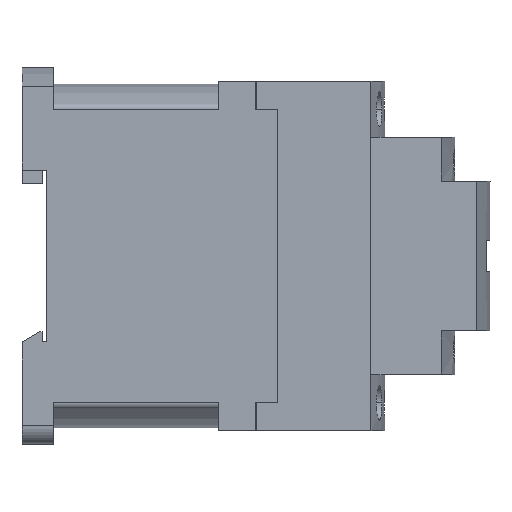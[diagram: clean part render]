
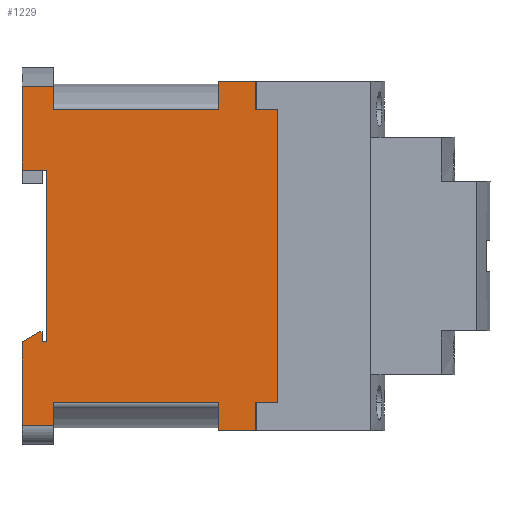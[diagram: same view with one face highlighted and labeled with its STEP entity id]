
A CAD part, left-side view. The second image highlights one B-rep face of the part: STEP entity #1229.
In plain terms, the highlighted planar face has unit normal (-1, 0, 0).
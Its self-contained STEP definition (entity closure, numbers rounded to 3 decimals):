
#336=CARTESIAN_POINT('POINT17673',(-22.352,0.,34.544));
#337=VERTEX_POINT('VERTEX17673',#336);
#345=CARTESIAN_POINT('POINT17674',(-22.352,-6.35,34.544))
   ;
#346=VERTEX_POINT('VERTEX17674',#345);
#347=CARTESIAN_POINT('POS32589',(-22.352,-3.175,34.544));
#348=DIRECTION('DIR46310',(0.,-1.,0.));
#349=VECTOR('VEC18868',#348,25.4);
#350=LINE('STRAIGHT18868',#347,#349);
#351=EDGE_CURVE('EDGE26453',#337,#346,#350,.T.);
#368=CARTESIAN_POINT('POINT17675',(-22.352,-40.005,
   29.845));
#369=VERTEX_POINT('VERTEX17675',#368);
#378=CARTESIAN_POINT('POINT17676',(-22.352,-6.35,
   29.845));
#379=VERTEX_POINT('VERTEX17676',#378);
#387=CARTESIAN_POINT('POS32594',(-22.352,-6.35,
   29.845));
#388=DIRECTION('DIR46319',(0.,-1.,0.));
#389=VECTOR('VEC18869',#388,25.4);
#390=LINE('STRAIGHT18869',#387,#389);
#391=EDGE_CURVE('EDGE26457',#379,#369,#390,.T.);
#443=CARTESIAN_POINT('POINT17682',(-22.352,-40.005,
   -29.845));
#444=VERTEX_POINT('VERTEX17682',#443);
#452=CARTESIAN_POINT('POINT17683',(-22.352,-6.35,-29.845)
   );
#453=VERTEX_POINT('VERTEX17683',#452);
#454=CARTESIAN_POINT('POS32602',(-22.352,-6.35,-29.845));
#455=DIRECTION('DIR46330',(0.,-1.,0.));
#456=VECTOR('VEC18874',#455,25.4);
#457=LINE('STRAIGHT18874',#454,#456);
#458=EDGE_CURVE('EDGE26463',#453,#444,#457,.T.);
#588=CARTESIAN_POINT('POINT17692',(-22.352,-40.005,-35.56
   ));
#589=VERTEX_POINT('VERTEX17692',#588);
#596=CARTESIAN_POINT('POS32617',(-22.352,-40.005,0.));
#597=DIRECTION('DIR46353',(0.,0.,-1.));
#598=VECTOR('VEC18881',#597,25.4);
#599=LINE('STRAIGHT18881',#596,#598);
#600=EDGE_CURVE('EDGE26479',#444,#589,#599,.T.);
#620=CARTESIAN_POINT('POINT17694',(-22.352,-47.625,-35.56
   ));
#621=VERTEX_POINT('VERTEX17694',#620);
#628=CARTESIAN_POINT('POS32621',(-22.352,-43.815,-35.56))
   ;
#629=DIRECTION('DIR46358',(0.,1.,0.));
#630=VECTOR('VEC18884',#629,25.4);
#631=LINE('STRAIGHT18884',#628,#630);
#632=EDGE_CURVE('EDGE26482',#621,#589,#631,.T.);
#645=CARTESIAN_POINT('POINT17696',(-22.352,-47.625,
   -29.845));
#646=VERTEX_POINT('VERTEX17696',#645);
#653=CARTESIAN_POINT('POS32624',(-22.352,-47.625,0.));
#654=DIRECTION('DIR46362',(0.,0.,-1.));
#655=VECTOR('VEC18886',#654,25.4);
#656=LINE('STRAIGHT18886',#653,#655);
#657=EDGE_CURVE('EDGE26484',#646,#621,#656,.T.);
#682=CARTESIAN_POINT('POINT17698',(-22.352,-52.07,-29.845
   ));
#683=VERTEX_POINT('VERTEX17698',#682);
#690=CARTESIAN_POINT('POS32629',(-22.352,-49.848,-29.845
   ));
#691=DIRECTION('DIR46368',(0.,1.,0.));
#692=VECTOR('VEC18890',#691,25.4);
#693=LINE('STRAIGHT18890',#690,#692);
#694=EDGE_CURVE('EDGE26488',#683,#646,#693,.T.);
#705=CARTESIAN_POINT('POINT17699',(-22.352,-52.07,29.845)
   );
#706=VERTEX_POINT('VERTEX17699',#705);
#707=CARTESIAN_POINT('POS32631',(-22.352,-52.07,0.));
#708=DIRECTION('DIR46371',(0.,0.,-1.));
#709=VECTOR('VEC18891',#708,25.4);
#710=LINE('STRAIGHT18891',#707,#709);
#711=EDGE_CURVE('EDGE26489',#706,#683,#710,.T.);
#744=CARTESIAN_POINT('POINT17702',(-22.352,-47.625,29.845
   ));
#745=VERTEX_POINT('VERTEX17702',#744);
#752=CARTESIAN_POINT('POS32637',(-22.352,-49.848,29.845)
   );
#753=DIRECTION('DIR46378',(0.,-1.,0.));
#754=VECTOR('VEC18896',#753,25.4);
#755=LINE('STRAIGHT18896',#752,#754);
#756=EDGE_CURVE('EDGE26494',#745,#706,#755,.T.);
#772=CARTESIAN_POINT('POINT17704',(-22.352,-47.625,35.56)
   );
#773=VERTEX_POINT('VERTEX17704',#772);
#780=EDGE_CURVE('EDGE26497',#773,#745,#656,.T.);
#793=CARTESIAN_POINT('POINT17706',(-22.352,-40.005,35.56)
   );
#794=VERTEX_POINT('VERTEX17706',#793);
#801=CARTESIAN_POINT('POS32642',(-22.352,-43.815,35.56));
#802=DIRECTION('DIR46384',(0.,-1.,0.));
#803=VECTOR('VEC18900',#802,25.4);
#804=LINE('STRAIGHT18900',#801,#803);
#805=EDGE_CURVE('EDGE26500',#794,#773,#804,.T.);
#819=EDGE_CURVE('EDGE26501',#794,#369,#599,.T.);
#883=CARTESIAN_POINT('POS32650',(-22.352,-6.35,0.));
#884=DIRECTION('DIR46397',(0.,0.,-1.));
#885=VECTOR('VEC18903',#884,25.4);
#886=LINE('STRAIGHT18903',#883,#885);
#887=EDGE_CURVE('EDGE26508',#346,#379,#886,.T.);
#943=CARTESIAN_POINT('POINT17712',(-22.352,0.,17.488));
#944=VERTEX_POINT('VERTEX17712',#943);
#947=CARTESIAN_POINT('POS32656',(-22.352,0.,0.));
#948=DIRECTION('DIR46406',(0.,0.,-1.));
#949=VECTOR('VEC18906',#948,25.4);
#950=LINE('STRAIGHT18906',#947,#949);
#951=EDGE_CURVE('EDGE26513',#337,#944,#950,.T.);
#981=CARTESIAN_POINT('POINT17714',(-22.352,-5.08,17.488)
   );
#982=VERTEX_POINT('VERTEX17714',#981);
#989=CARTESIAN_POINT('POS32661',(-22.352,-3.88,17.488
   ));
#990=DIRECTION('DIR46412',(0.,-1.,0.));
#991=VECTOR('VEC18910',#990,25.4);
#992=LINE('STRAIGHT18910',#989,#991);
#993=EDGE_CURVE('EDGE26517',#944,#982,#992,.T.);
#1014=CARTESIAN_POINT('POINT17716',(-22.352,-5.08,
   -17.488));
#1015=VERTEX_POINT('VERTEX17716',#1014);
#1022=CARTESIAN_POINT('POS32665',(-22.352,-5.08,0.));
#1023=DIRECTION('DIR46417',(0.,0.,-1.));
#1024=VECTOR('VEC18913',#1023,25.4);
#1025=LINE('STRAIGHT18913',#1022,#1024);
#1026=EDGE_CURVE('EDGE26520',#982,#1015,#1025,.T.);
#1045=CARTESIAN_POINT('POINT17718',(-22.352,-4.089,
   -17.488));
#1046=VERTEX_POINT('VERTEX17718',#1045);
#1053=CARTESIAN_POINT('POS32669',(-22.352,-3.88,
   -17.488));
#1054=DIRECTION('DIR46422',(0.,1.,0.));
#1055=VECTOR('VEC18916',#1054,25.4);
#1056=LINE('STRAIGHT18916',#1053,#1055);
#1057=EDGE_CURVE('EDGE26523',#1015,#1046,#1056,.T.);
#1070=CARTESIAN_POINT('POINT17720',(-22.352,-4.089,
   -15.389));
#1071=VERTEX_POINT('VERTEX17720',#1070);
#1078=CARTESIAN_POINT('POS32672',(-22.352,-4.089,0.));
#1079=DIRECTION('DIR46426',(0.,0.,1.));
#1080=VECTOR('VEC18918',#1079,25.4);
#1081=LINE('STRAIGHT18918',#1078,#1080);
#1082=EDGE_CURVE('EDGE26525',#1046,#1071,#1081,.T.);
#1101=CARTESIAN_POINT('POINT17722',(-22.352,-3.594,
   -15.389));
#1102=VERTEX_POINT('VERTEX17722',#1101);
#1109=CARTESIAN_POINT('POS32676',(-22.352,-2.858,
   -15.389));
#1110=DIRECTION('DIR46431',(0.,1.,0.));
#1111=VECTOR('VEC18921',#1110,25.4);
#1112=LINE('STRAIGHT18921',#1109,#1111);
#1113=EDGE_CURVE('EDGE26528',#1071,#1102,#1112,.T.);
#1181=ORIENTED_EDGE('COEDGE53022',*,*,#1113,.T.);
#1182=CARTESIAN_POINT('POINT17727',(-22.352,0.,
   -17.464));
#1183=VERTEX_POINT('VERTEX17727',#1182);
#1184=CARTESIAN_POINT('POS32684',(-22.352,2.91,
   -19.144));
#1185=DIRECTION('DIR46443',(0.,0.866,-0.5));
#1186=VECTOR('VEC18925',#1185,25.4);
#1187=LINE('STRAIGHT18925',#1184,#1186);
#1188=EDGE_CURVE('EDGE26536',#1102,#1183,#1187,.T.);
#1189=ORIENTED_EDGE('COEDGE53023',*,*,#1188,.T.);
#1190=CARTESIAN_POINT('POINT17728',(-22.352,0.,
   -34.544));
#1191=VERTEX_POINT('VERTEX17728',#1190);
#1192=EDGE_CURVE('EDGE26537',#1183,#1191,#950,.T.);
#1193=ORIENTED_EDGE('COEDGE53024',*,*,#1192,.T.);
#1194=CARTESIAN_POINT('POINT17729',(-22.352,-6.35,-34.544
   ));
#1195=VERTEX_POINT('VERTEX17729',#1194);
#1196=CARTESIAN_POINT('POS32685',(-22.352,0.,
   -34.544));
#1197=DIRECTION('DIR46444',(0.,1.,0.));
#1198=VECTOR('VEC18926',#1197,25.4);
#1199=LINE('STRAIGHT18926',#1196,#1198);
#1200=EDGE_CURVE('EDGE26538',#1195,#1191,#1199,.T.);
#1201=ORIENTED_EDGE('COEDGE53025',*,*,#1200,.F.);
#1202=EDGE_CURVE('EDGE26539',#453,#1195,#886,.T.);
#1203=ORIENTED_EDGE('COEDGE53026',*,*,#1202,.F.);
#1204=ORIENTED_EDGE('COEDGE53027',*,*,#458,.T.);
#1205=ORIENTED_EDGE('COEDGE53028',*,*,#600,.T.);
#1206=ORIENTED_EDGE('COEDGE53029',*,*,#632,.F.);
#1207=ORIENTED_EDGE('COEDGE53030',*,*,#657,.F.);
#1208=ORIENTED_EDGE('COEDGE53031',*,*,#694,.F.);
#1209=ORIENTED_EDGE('COEDGE53032',*,*,#711,.F.);
#1210=ORIENTED_EDGE('COEDGE53033',*,*,#756,.F.);
#1211=ORIENTED_EDGE('COEDGE53034',*,*,#780,.F.);
#1212=ORIENTED_EDGE('COEDGE53035',*,*,#805,.F.);
#1213=ORIENTED_EDGE('COEDGE53036',*,*,#819,.T.);
#1214=ORIENTED_EDGE('COEDGE53037',*,*,#391,.F.);
#1215=ORIENTED_EDGE('COEDGE53038',*,*,#887,.F.);
#1216=ORIENTED_EDGE('COEDGE53039',*,*,#351,.F.);
#1217=ORIENTED_EDGE('COEDGE53040',*,*,#951,.T.);
#1218=ORIENTED_EDGE('COEDGE53041',*,*,#993,.T.);
#1219=ORIENTED_EDGE('COEDGE53042',*,*,#1026,.T.);
#1220=ORIENTED_EDGE('COEDGE53043',*,*,#1057,.T.);
#1221=ORIENTED_EDGE('COEDGE53044',*,*,#1082,.T.);
#1222=EDGE_LOOP('NONE',(#1181,#1189,#1193,#1201,#1203,#1204,#1205,#1206,
   #1207,#1208,#1209,#1210,#1211,#1212,#1213,#1214,#1215,#1216,#1217,
   #1218,#1219,#1220,#1221));
#1223=FACE_BOUND('LOOP1',#1222,.T.);
#1224=CARTESIAN_POINT('POS32686',(-22.352,-3.175,0.));
#1225=DIRECTION('DIR46445',(1.,0.,0.));
#1226=DIRECTION('DIR46446',(0.,1.,0.));
#1227=AXIS2_PLACEMENT_3D('AXIS13760',#1224,#1225,#1226);
#1228=PLANE('PLANE7155',#1227);
#1229=ADVANCED_FACE('FACE10323',(#1223),#1228,.F.);
